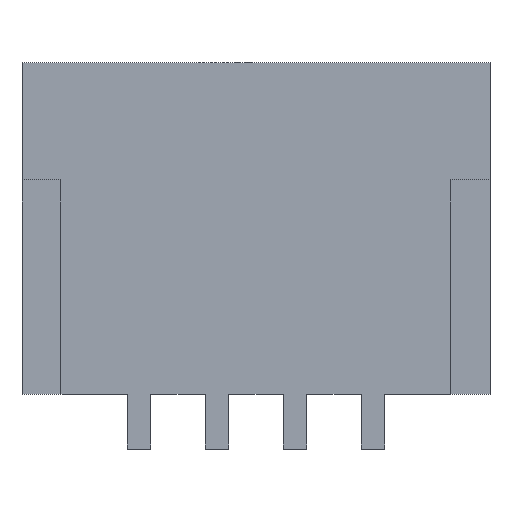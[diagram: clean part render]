
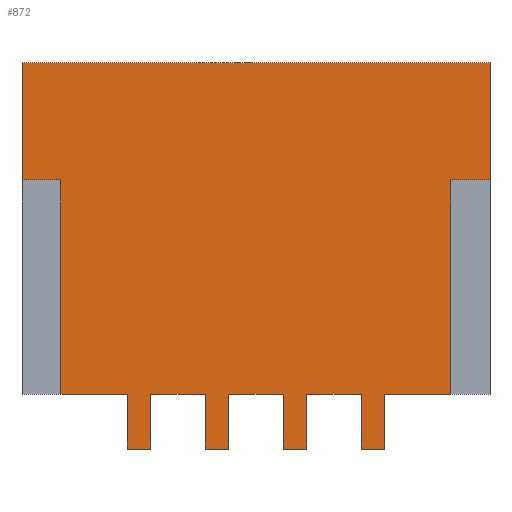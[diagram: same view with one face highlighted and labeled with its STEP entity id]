
A CAD part, front view. The second image highlights one B-rep face of the part: STEP entity #872.
In plain terms, the highlighted planar face has unit normal (0, -1, 0).
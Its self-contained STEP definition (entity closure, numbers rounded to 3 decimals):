
#58=FACE_OUTER_BOUND('',#104,.T.);
#104=EDGE_LOOP('',(#753,#754,#755,#756,#757,#758,#759,#760,#761,#762,#763,
#764,#765,#766,#767,#768,#769,#770,#771,#772,#773,#774,#775,#776));
#119=LINE('',#1172,#239);
#123=LINE('',#1180,#243);
#128=LINE('',#1191,#248);
#132=LINE('',#1199,#252);
#137=LINE('',#1209,#257);
#141=LINE('',#1217,#261);
#145=LINE('',#1225,#265);
#149=LINE('',#1233,#269);
#153=LINE('',#1240,#273);
#157=LINE('',#1248,#277);
#185=LINE('',#1303,#305);
#186=LINE('',#1306,#306);
#188=LINE('',#1309,#308);
#190=LINE('',#1313,#310);
#191=LINE('',#1316,#311);
#193=LINE('',#1319,#313);
#195=LINE('',#1323,#315);
#196=LINE('',#1326,#316);
#198=LINE('',#1329,#318);
#200=LINE('',#1333,#320);
#201=LINE('',#1336,#321);
#203=LINE('',#1339,#323);
#222=LINE('',#1379,#342);
#225=LINE('',#1384,#345);
#239=VECTOR('',#959,10.);
#243=VECTOR('',#965,10.);
#248=VECTOR('',#974,10.);
#252=VECTOR('',#980,10.);
#257=VECTOR('',#989,10.);
#261=VECTOR('',#993,10.);
#265=VECTOR('',#997,10.);
#269=VECTOR('',#1001,10.);
#273=VECTOR('',#1005,10.);
#277=VECTOR('',#1011,10.);
#305=VECTOR('',#1057,10.);
#306=VECTOR('',#1060,10.);
#308=VECTOR('',#1064,10.);
#310=VECTOR('',#1068,10.);
#311=VECTOR('',#1071,10.);
#313=VECTOR('',#1075,10.);
#315=VECTOR('',#1079,10.);
#316=VECTOR('',#1082,10.);
#318=VECTOR('',#1086,10.);
#320=VECTOR('',#1090,10.);
#321=VECTOR('',#1093,10.);
#323=VECTOR('',#1097,10.);
#342=VECTOR('',#1132,10.);
#345=VECTOR('',#1137,10.);
#355=VERTEX_POINT('',#1170);
#356=VERTEX_POINT('',#1171);
#359=VERTEX_POINT('',#1179);
#362=VERTEX_POINT('',#1189);
#363=VERTEX_POINT('',#1190);
#366=VERTEX_POINT('',#1198);
#369=VERTEX_POINT('',#1208);
#372=VERTEX_POINT('',#1214);
#373=VERTEX_POINT('',#1216);
#376=VERTEX_POINT('',#1222);
#377=VERTEX_POINT('',#1224);
#380=VERTEX_POINT('',#1230);
#381=VERTEX_POINT('',#1232);
#384=VERTEX_POINT('',#1238);
#387=VERTEX_POINT('',#1247);
#405=VERTEX_POINT('',#1301);
#406=VERTEX_POINT('',#1305);
#407=VERTEX_POINT('',#1311);
#408=VERTEX_POINT('',#1315);
#409=VERTEX_POINT('',#1321);
#410=VERTEX_POINT('',#1325);
#411=VERTEX_POINT('',#1331);
#412=VERTEX_POINT('',#1335);
#425=VERTEX_POINT('',#1378);
#439=EDGE_CURVE('',#355,#356,#119,.T.);
#443=EDGE_CURVE('',#359,#355,#123,.T.);
#448=EDGE_CURVE('',#362,#363,#128,.T.);
#452=EDGE_CURVE('',#366,#362,#132,.T.);
#457=EDGE_CURVE('',#359,#369,#137,.T.);
#461=EDGE_CURVE('',#372,#373,#141,.T.);
#465=EDGE_CURVE('',#376,#377,#145,.T.);
#469=EDGE_CURVE('',#380,#381,#149,.T.);
#473=EDGE_CURVE('',#384,#363,#153,.T.);
#477=EDGE_CURVE('',#387,#366,#157,.T.);
#505=EDGE_CURVE('',#372,#405,#185,.T.);
#506=EDGE_CURVE('',#369,#406,#186,.T.);
#508=EDGE_CURVE('',#406,#405,#188,.T.);
#510=EDGE_CURVE('',#384,#407,#190,.T.);
#511=EDGE_CURVE('',#381,#408,#191,.T.);
#513=EDGE_CURVE('',#408,#407,#193,.T.);
#515=EDGE_CURVE('',#376,#409,#195,.T.);
#516=EDGE_CURVE('',#373,#410,#196,.T.);
#518=EDGE_CURVE('',#410,#409,#198,.T.);
#520=EDGE_CURVE('',#380,#411,#200,.T.);
#521=EDGE_CURVE('',#377,#412,#201,.T.);
#523=EDGE_CURVE('',#412,#411,#203,.T.);
#542=EDGE_CURVE('',#425,#387,#222,.T.);
#545=EDGE_CURVE('',#425,#356,#225,.T.);
#753=ORIENTED_EDGE('',*,*,#439,.T.);
#754=ORIENTED_EDGE('',*,*,#545,.F.);
#755=ORIENTED_EDGE('',*,*,#542,.T.);
#756=ORIENTED_EDGE('',*,*,#477,.T.);
#757=ORIENTED_EDGE('',*,*,#452,.T.);
#758=ORIENTED_EDGE('',*,*,#448,.T.);
#759=ORIENTED_EDGE('',*,*,#473,.F.);
#760=ORIENTED_EDGE('',*,*,#510,.T.);
#761=ORIENTED_EDGE('',*,*,#513,.F.);
#762=ORIENTED_EDGE('',*,*,#511,.F.);
#763=ORIENTED_EDGE('',*,*,#469,.F.);
#764=ORIENTED_EDGE('',*,*,#520,.T.);
#765=ORIENTED_EDGE('',*,*,#523,.F.);
#766=ORIENTED_EDGE('',*,*,#521,.F.);
#767=ORIENTED_EDGE('',*,*,#465,.F.);
#768=ORIENTED_EDGE('',*,*,#515,.T.);
#769=ORIENTED_EDGE('',*,*,#518,.F.);
#770=ORIENTED_EDGE('',*,*,#516,.F.);
#771=ORIENTED_EDGE('',*,*,#461,.F.);
#772=ORIENTED_EDGE('',*,*,#505,.T.);
#773=ORIENTED_EDGE('',*,*,#508,.F.);
#774=ORIENTED_EDGE('',*,*,#506,.F.);
#775=ORIENTED_EDGE('',*,*,#457,.F.);
#776=ORIENTED_EDGE('',*,*,#443,.T.);
#828=PLANE('',#930);
#872=ADVANCED_FACE('',(#58),#828,.T.);
#930=AXIS2_PLACEMENT_3D('',#1383,#1135,#1136);
#959=DIRECTION('',(1.,0.,0.));
#965=DIRECTION('',(0.,0.,1.));
#974=DIRECTION('',(0.,0.,-1.));
#980=DIRECTION('',(1.,0.,0.));
#989=DIRECTION('',(-1.,0.,0.));
#993=DIRECTION('',(-1.,0.,0.));
#997=DIRECTION('',(-1.,0.,0.));
#1001=DIRECTION('',(-1.,0.,0.));
#1005=DIRECTION('',(-1.,0.,0.));
#1011=DIRECTION('',(0.,0.,-1.));
#1057=DIRECTION('',(0.,0.,-1.));
#1060=DIRECTION('',(0.,0.,-1.));
#1064=DIRECTION('',(-1.,0.,0.));
#1068=DIRECTION('',(0.,0.,-1.));
#1071=DIRECTION('',(0.,0.,-1.));
#1075=DIRECTION('',(-1.,0.,0.));
#1079=DIRECTION('',(0.,0.,-1.));
#1082=DIRECTION('',(0.,0.,-1.));
#1086=DIRECTION('',(-1.,0.,0.));
#1090=DIRECTION('',(0.,0.,-1.));
#1093=DIRECTION('',(0.,0.,-1.));
#1097=DIRECTION('',(-1.,0.,0.));
#1132=DIRECTION('',(-1.,0.,0.));
#1135=DIRECTION('center_axis',(0.,-1.,0.));
#1136=DIRECTION('ref_axis',(-1.,0.,0.));
#1137=DIRECTION('',(0.,0.,-1.));
#1170=CARTESIAN_POINT('',(2.5,0.,-1.7));
#1171=CARTESIAN_POINT('',(3.,0.,-1.7));
#1172=CARTESIAN_POINT('',(2.75,0.,-1.7));
#1179=CARTESIAN_POINT('',(2.5,0.,-4.45));
#1180=CARTESIAN_POINT('',(2.5,0.,-2.225));
#1189=CARTESIAN_POINT('',(-2.5,0.,-1.7));
#1190=CARTESIAN_POINT('',(-2.5,0.,-4.45));
#1191=CARTESIAN_POINT('',(-2.5,0.,-0.85));
#1198=CARTESIAN_POINT('',(-3.,0.,-1.7));
#1199=CARTESIAN_POINT('',(0.,0.,-1.7));
#1208=CARTESIAN_POINT('',(1.65,0.,-4.45));
#1209=CARTESIAN_POINT('',(-3.,0.,-4.45));
#1214=CARTESIAN_POINT('',(1.35,0.,-4.45));
#1216=CARTESIAN_POINT('',(0.65,0.,-4.45));
#1217=CARTESIAN_POINT('',(-3.,0.,-4.45));
#1222=CARTESIAN_POINT('',(0.35,0.,-4.45));
#1224=CARTESIAN_POINT('',(-0.35,0.,-4.45));
#1225=CARTESIAN_POINT('',(-3.,0.,-4.45));
#1230=CARTESIAN_POINT('',(-0.65,0.,-4.45));
#1232=CARTESIAN_POINT('',(-1.35,0.,-4.45));
#1233=CARTESIAN_POINT('',(-3.,0.,-4.45));
#1238=CARTESIAN_POINT('',(-1.65,0.,-4.45));
#1240=CARTESIAN_POINT('',(-3.,0.,-4.45));
#1247=CARTESIAN_POINT('',(-3.,0.,-0.2));
#1248=CARTESIAN_POINT('',(-3.,0.,0.));
#1301=CARTESIAN_POINT('',(1.35,0.,-5.15));
#1303=CARTESIAN_POINT('',(1.35,0.,-4.45));
#1305=CARTESIAN_POINT('',(1.65,0.,-5.15));
#1306=CARTESIAN_POINT('',(1.65,0.,-4.45));
#1309=CARTESIAN_POINT('',(1.65,0.,-5.15));
#1311=CARTESIAN_POINT('',(-1.65,0.,-5.15));
#1313=CARTESIAN_POINT('',(-1.65,0.,-4.45));
#1315=CARTESIAN_POINT('',(-1.35,0.,-5.15));
#1316=CARTESIAN_POINT('',(-1.35,0.,-4.45));
#1319=CARTESIAN_POINT('',(-1.35,0.,-5.15));
#1321=CARTESIAN_POINT('',(0.35,0.,-5.15));
#1323=CARTESIAN_POINT('',(0.35,0.,-4.45));
#1325=CARTESIAN_POINT('',(0.65,0.,-5.15));
#1326=CARTESIAN_POINT('',(0.65,0.,-4.45));
#1329=CARTESIAN_POINT('',(0.65,0.,-5.15));
#1331=CARTESIAN_POINT('',(-0.65,0.,-5.15));
#1333=CARTESIAN_POINT('',(-0.65,0.,-4.45));
#1335=CARTESIAN_POINT('',(-0.35,0.,-5.15));
#1336=CARTESIAN_POINT('',(-0.35,0.,-4.45));
#1339=CARTESIAN_POINT('',(-0.35,0.,-5.15));
#1378=CARTESIAN_POINT('',(3.,0.,-0.2));
#1379=CARTESIAN_POINT('',(1.5,0.,-0.2));
#1383=CARTESIAN_POINT('Origin',(3.,0.,0.));
#1384=CARTESIAN_POINT('',(3.,0.,0.));
